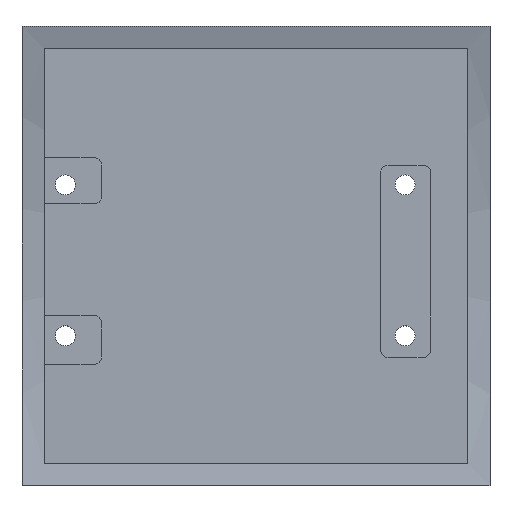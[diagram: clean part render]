
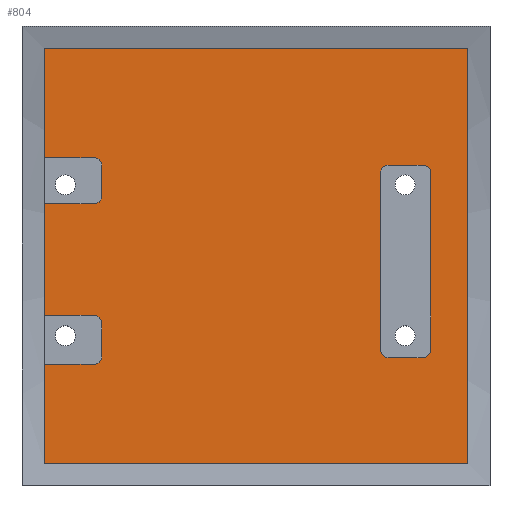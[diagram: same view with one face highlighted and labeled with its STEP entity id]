
A CAD part, top view. The second image highlights one B-rep face of the part: STEP entity #804.
In plain terms, the highlighted planar face has unit normal (0, 0, 1).
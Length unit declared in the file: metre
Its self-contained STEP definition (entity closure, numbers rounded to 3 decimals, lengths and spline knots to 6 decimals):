
#29=CIRCLE('',#864,0.001);
#30=CIRCLE('',#865,0.001);
#31=CIRCLE('',#866,0.001);
#32=CIRCLE('',#867,0.001);
#33=CIRCLE('',#868,0.001);
#34=CIRCLE('',#869,0.001);
#35=CIRCLE('',#870,0.001);
#36=CIRCLE('',#871,0.001);
#65=ORIENTED_EDGE('',*,*,#289,.F.);
#66=ORIENTED_EDGE('',*,*,#290,.T.);
#67=ORIENTED_EDGE('',*,*,#291,.F.);
#68=ORIENTED_EDGE('',*,*,#292,.T.);
#69=ORIENTED_EDGE('',*,*,#293,.F.);
#70=ORIENTED_EDGE('',*,*,#294,.F.);
#71=ORIENTED_EDGE('',*,*,#295,.F.);
#72=ORIENTED_EDGE('',*,*,#296,.T.);
#73=ORIENTED_EDGE('',*,*,#297,.T.);
#74=ORIENTED_EDGE('',*,*,#298,.F.);
#75=ORIENTED_EDGE('',*,*,#299,.F.);
#76=ORIENTED_EDGE('',*,*,#300,.T.);
#77=ORIENTED_EDGE('',*,*,#301,.F.);
#78=ORIENTED_EDGE('',*,*,#302,.T.);
#79=ORIENTED_EDGE('',*,*,#303,.F.);
#80=ORIENTED_EDGE('',*,*,#304,.F.);
#81=ORIENTED_EDGE('',*,*,#305,.T.);
#82=ORIENTED_EDGE('',*,*,#306,.F.);
#83=ORIENTED_EDGE('',*,*,#307,.T.);
#84=ORIENTED_EDGE('',*,*,#308,.F.);
#85=ORIENTED_EDGE('',*,*,#309,.F.);
#86=ORIENTED_EDGE('',*,*,#310,.F.);
#87=ORIENTED_EDGE('',*,*,#311,.F.);
#88=ORIENTED_EDGE('',*,*,#312,.F.);
#289=EDGE_CURVE('',#401,#402,#481,.T.);
#290=EDGE_CURVE('',#401,#403,#482,.T.);
#291=EDGE_CURVE('',#404,#403,#29,.T.);
#292=EDGE_CURVE('',#404,#405,#483,.T.);
#293=EDGE_CURVE('',#406,#405,#30,.T.);
#294=EDGE_CURVE('',#407,#406,#484,.T.);
#295=EDGE_CURVE('',#408,#407,#485,.T.);
#296=EDGE_CURVE('',#408,#409,#486,.T.);
#297=EDGE_CURVE('',#409,#410,#487,.T.);
#298=EDGE_CURVE('',#411,#410,#488,.T.);
#299=EDGE_CURVE('',#412,#411,#489,.T.);
#300=EDGE_CURVE('',#412,#413,#490,.T.);
#301=EDGE_CURVE('',#414,#413,#31,.T.);
#302=EDGE_CURVE('',#414,#415,#491,.T.);
#303=EDGE_CURVE('',#416,#415,#32,.T.);
#304=EDGE_CURVE('',#402,#416,#492,.T.);
#305=EDGE_CURVE('',#417,#418,#493,.T.);
#306=EDGE_CURVE('',#419,#418,#33,.T.);
#307=EDGE_CURVE('',#419,#420,#494,.T.);
#308=EDGE_CURVE('',#421,#420,#34,.T.);
#309=EDGE_CURVE('',#422,#421,#495,.T.);
#310=EDGE_CURVE('',#423,#422,#35,.T.);
#311=EDGE_CURVE('',#424,#423,#496,.T.);
#312=EDGE_CURVE('',#417,#424,#36,.T.);
#401=VERTEX_POINT('',#1184);
#402=VERTEX_POINT('',#1185);
#403=VERTEX_POINT('',#1187);
#404=VERTEX_POINT('',#1189);
#405=VERTEX_POINT('',#1191);
#406=VERTEX_POINT('',#1193);
#407=VERTEX_POINT('',#1195);
#408=VERTEX_POINT('',#1197);
#409=VERTEX_POINT('',#1199);
#410=VERTEX_POINT('',#1201);
#411=VERTEX_POINT('',#1203);
#412=VERTEX_POINT('',#1205);
#413=VERTEX_POINT('',#1207);
#414=VERTEX_POINT('',#1209);
#415=VERTEX_POINT('',#1211);
#416=VERTEX_POINT('',#1213);
#417=VERTEX_POINT('',#1216);
#418=VERTEX_POINT('',#1217);
#419=VERTEX_POINT('',#1219);
#420=VERTEX_POINT('',#1221);
#421=VERTEX_POINT('',#1223);
#422=VERTEX_POINT('',#1225);
#423=VERTEX_POINT('',#1227);
#424=VERTEX_POINT('',#1229);
#481=LINE('',#1183,#557);
#482=LINE('',#1186,#558);
#483=LINE('',#1190,#559);
#484=LINE('',#1194,#560);
#485=LINE('',#1196,#561);
#486=LINE('',#1198,#562);
#487=LINE('',#1200,#563);
#488=LINE('',#1202,#564);
#489=LINE('',#1204,#565);
#490=LINE('',#1206,#566);
#491=LINE('',#1210,#567);
#492=LINE('',#1214,#568);
#493=LINE('',#1215,#569);
#494=LINE('',#1220,#570);
#495=LINE('',#1224,#571);
#496=LINE('',#1228,#572);
#557=VECTOR('',#947,1.);
#558=VECTOR('',#948,1.);
#559=VECTOR('',#951,1.);
#560=VECTOR('',#954,1.);
#561=VECTOR('',#955,1.);
#562=VECTOR('',#956,1.);
#563=VECTOR('',#957,1.);
#564=VECTOR('',#958,1.);
#565=VECTOR('',#959,1.);
#566=VECTOR('',#960,1.);
#567=VECTOR('',#963,1.);
#568=VECTOR('',#966,1.);
#569=VECTOR('',#967,1.);
#570=VECTOR('',#970,1.);
#571=VECTOR('',#973,1.);
#572=VECTOR('',#976,1.);
#633=EDGE_LOOP('',(#65,#66,#67,#68,#69,#70,#71,#72,#73,#74,#75,#76,#77,
#78,#79,#80));
#634=EDGE_LOOP('',(#81,#82,#83,#84,#85,#86,#87,#88));
#705=FACE_BOUND('',#633,.T.);
#706=FACE_BOUND('',#634,.T.);
#777=PLANE('',#863);
#804=ADVANCED_FACE('',(#705,#706),#777,.T.);
#863=AXIS2_PLACEMENT_3D('',#1182,#945,#946);
#864=AXIS2_PLACEMENT_3D('',#1188,#949,#950);
#865=AXIS2_PLACEMENT_3D('',#1192,#952,#953);
#866=AXIS2_PLACEMENT_3D('',#1208,#961,#962);
#867=AXIS2_PLACEMENT_3D('',#1212,#964,#965);
#868=AXIS2_PLACEMENT_3D('',#1218,#968,#969);
#869=AXIS2_PLACEMENT_3D('',#1222,#971,#972);
#870=AXIS2_PLACEMENT_3D('',#1226,#974,#975);
#871=AXIS2_PLACEMENT_3D('',#1230,#977,#978);
#945=DIRECTION('',(0.,0.,1.));
#946=DIRECTION('',(1.,0.,0.));
#947=DIRECTION('',(0.,1.,0.));
#948=DIRECTION('',(1.,0.,0.));
#949=DIRECTION('',(0.,0.,1.));
#950=DIRECTION('',(1.,0.,0.));
#951=DIRECTION('',(0.,-1.,0.));
#952=DIRECTION('',(0.,0.,1.));
#953=DIRECTION('',(1.,0.,0.));
#954=DIRECTION('',(1.,0.,0.));
#955=DIRECTION('',(0.,1.,0.));
#956=DIRECTION('',(1.,0.,0.));
#957=DIRECTION('',(0.,1.,0.));
#958=DIRECTION('',(1.,0.,0.));
#959=DIRECTION('',(0.,1.,0.));
#960=DIRECTION('',(1.,0.,0.));
#961=DIRECTION('',(0.,0.,1.));
#962=DIRECTION('',(1.,0.,0.));
#963=DIRECTION('',(0.,-1.,0.));
#964=DIRECTION('',(0.,0.,1.));
#965=DIRECTION('',(1.,0.,0.));
#966=DIRECTION('',(1.,0.,0.));
#967=DIRECTION('',(1.,0.,0.));
#968=DIRECTION('',(0.,0.,1.));
#969=DIRECTION('',(1.,0.,0.));
#970=DIRECTION('',(0.,-1.,0.));
#971=DIRECTION('',(0.,0.,1.));
#972=DIRECTION('',(1.,0.,0.));
#973=DIRECTION('',(1.,0.,0.));
#974=DIRECTION('',(0.,0.,1.));
#975=DIRECTION('',(1.,0.,0.));
#976=DIRECTION('',(0.,-1.,0.));
#977=DIRECTION('',(0.,0.,1.));
#978=DIRECTION('',(1.,0.,0.));
#1182=CARTESIAN_POINT('',(0.0348,0.01834,0.003));
#1183=CARTESIAN_POINT('',(0.0063,0.01834,0.003));
#1184=CARTESIAN_POINT('',(0.0063,0.010346,0.003));
#1185=CARTESIAN_POINT('',(0.0063,0.02538,0.003));
#1186=CARTESIAN_POINT('',(0.009664,0.010346,0.003));
#1187=CARTESIAN_POINT('',(0.013028,0.010346,0.003));
#1188=CARTESIAN_POINT('',(0.013028,0.009346,0.003));
#1189=CARTESIAN_POINT('',(0.014028,0.009346,0.003));
#1190=CARTESIAN_POINT('',(0.014028,0.007066,0.003));
#1191=CARTESIAN_POINT('',(0.014028,0.004786,0.003));
#1192=CARTESIAN_POINT('',(0.013028,0.004786,0.003));
#1193=CARTESIAN_POINT('',(0.013028,0.003786,0.003));
#1194=CARTESIAN_POINT('',(0.009664,0.003786,0.003));
#1195=CARTESIAN_POINT('',(0.0063,0.003786,0.003));
#1196=CARTESIAN_POINT('',(0.0063,0.01834,0.003));
#1197=CARTESIAN_POINT('',(0.0063,-0.0096,0.003));
#1198=CARTESIAN_POINT('',(0.0348,-0.0096,0.003));
#1199=CARTESIAN_POINT('',(0.0633,-0.0096,0.003));
#1200=CARTESIAN_POINT('',(0.0633,0.01834,0.003));
#1201=CARTESIAN_POINT('',(0.0633,0.04628,0.003));
#1202=CARTESIAN_POINT('',(0.0348,0.04628,0.003));
#1203=CARTESIAN_POINT('',(0.0063,0.04628,0.003));
#1204=CARTESIAN_POINT('',(0.0063,0.01834,0.003));
#1205=CARTESIAN_POINT('',(0.0063,0.031561,0.003));
#1206=CARTESIAN_POINT('',(0.009664,0.031561,0.003));
#1207=CARTESIAN_POINT('',(0.013028,0.031561,0.003));
#1208=CARTESIAN_POINT('',(0.013028,0.030561,0.003));
#1209=CARTESIAN_POINT('',(0.014028,0.030561,0.003));
#1210=CARTESIAN_POINT('',(0.014028,0.028471,0.003));
#1211=CARTESIAN_POINT('',(0.014028,0.02638,0.003));
#1212=CARTESIAN_POINT('',(0.013028,0.02638,0.003));
#1213=CARTESIAN_POINT('',(0.013028,0.02538,0.003));
#1214=CARTESIAN_POINT('',(0.009664,0.02538,0.003));
#1215=CARTESIAN_POINT('',(0.054948,0.030584,0.003));
#1216=CARTESIAN_POINT('',(0.052595,0.030584,0.003));
#1217=CARTESIAN_POINT('',(0.057302,0.030584,0.003));
#1218=CARTESIAN_POINT('',(0.057302,0.029584,0.003));
#1219=CARTESIAN_POINT('',(0.058302,0.029584,0.003));
#1220=CARTESIAN_POINT('',(0.058302,0.017631,0.003));
#1221=CARTESIAN_POINT('',(0.058302,0.005678,0.003));
#1222=CARTESIAN_POINT('',(0.057302,0.005678,0.003));
#1223=CARTESIAN_POINT('',(0.057302,0.004678,0.003));
#1224=CARTESIAN_POINT('',(0.054948,0.004678,0.003));
#1225=CARTESIAN_POINT('',(0.052595,0.004678,0.003));
#1226=CARTESIAN_POINT('',(0.052595,0.005678,0.003));
#1227=CARTESIAN_POINT('',(0.051595,0.005678,0.003));
#1228=CARTESIAN_POINT('',(0.051595,0.017631,0.003));
#1229=CARTESIAN_POINT('',(0.051595,0.029584,0.003));
#1230=CARTESIAN_POINT('',(0.052595,0.029584,0.003));
